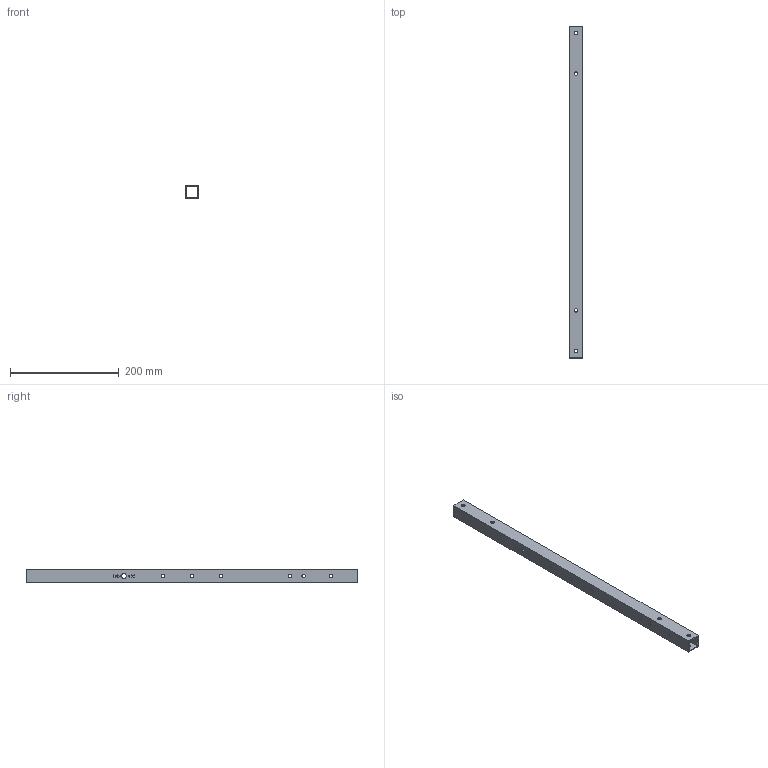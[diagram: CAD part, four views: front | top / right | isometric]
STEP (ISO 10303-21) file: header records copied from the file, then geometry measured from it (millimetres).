
FILE_DESCRIPTION(('FreeCAD Model'),'2;1');
FILE_NAME('Open CASCADE Shape Model','2025-09-13T17:20:07',(''),(''), 'Open CASCADE STEP processor 7.6','FreeCAD','Unknown');
FILE_SCHEMA(('AUTOMOTIVE_DESIGN { 1 0 10303 214 1 1 1 1 }'));
Length unit declared in the file: millimetre
Products named in the file (1): L101
Bounding box: 25 x 610 x 25 mm (x, y, z)
Volume: 110651.2 mm3; surface area: 112031.9 mm2
Topology: 1 solids, 1 shells, 144 faces, 420 edges, 292 vertices
Faces by surface type: plane 86, extrusion 36, cylinder 22
Full cylindrical faces by diameter (mm): 6.5 x20, 8.5 x2
Entity records: 4930 total; most frequent: CARTESIAN_POINT 1073, ORIENTED_EDGE 840, DIRECTION 646, EDGE_CURVE 420, VECTOR 340, LINE 304, VERTEX_POINT 292, FACE_BOUND 204
